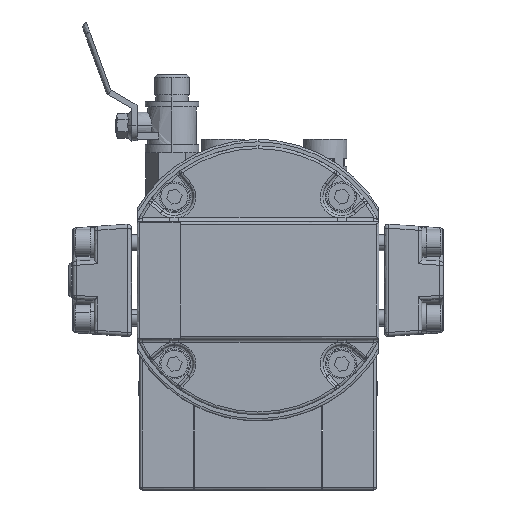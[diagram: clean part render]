
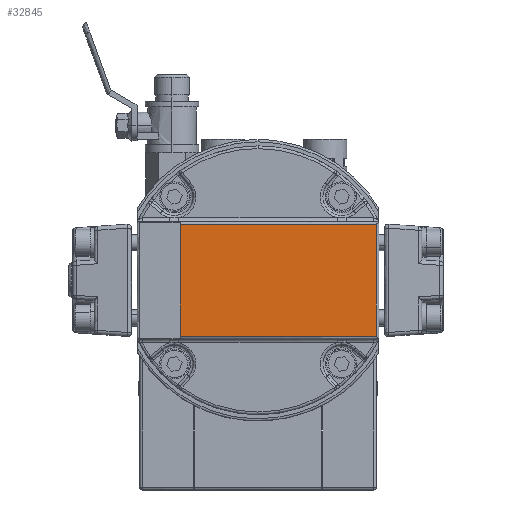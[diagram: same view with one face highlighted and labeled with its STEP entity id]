
A CAD part, left-side view. The second image highlights one B-rep face of the part: STEP entity #32845.
In plain terms, the highlighted free-form (B-spline) face has degree [1, 1] with [2, 2] control points.
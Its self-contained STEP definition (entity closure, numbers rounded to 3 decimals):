
#57 = EDGE_CURVE ( 'NONE', #4374, #16798, #9984, .T. ) ;
#147 = CARTESIAN_POINT ( 'NONE',  ( 0., 29., 20.795 ) ) ;
#2210 = ORIENTED_EDGE ( 'NONE', *, *, #16168, .T. ) ;
#4189 = CARTESIAN_POINT ( 'NONE',  ( 0., 29., -20.795 ) ) ;
#4374 = VERTEX_POINT ( 'NONE', #7117 ) ;
#5004 = CARTESIAN_POINT ( 'NONE',  ( 0., -44., -20.795 ) ) ;
#5579 = CARTESIAN_POINT ( 'NONE',  ( 0., 29., 20.795 ) ) ;
#5691 = CARTESIAN_POINT ( 'NONE',  ( 0., -44., -20.795 ) ) ;
#6132 = CARTESIAN_POINT ( 'NONE',  ( 0., -44., 20.795 ) ) ;
#7052 = ORIENTED_EDGE ( 'NONE', *, *, #38482, .F. ) ;
#7117 = CARTESIAN_POINT ( 'NONE',  ( 0., 29., 20.795 ) ) ;
#8685 = EDGE_CURVE ( 'NONE', #20538, #4374, #29421, .T. ) ;
#9984 = B_SPLINE_CURVE_WITH_KNOTS ( 'NONE', 1,
 ( #5579, #17806 ),
 .UNSPECIFIED., .F., .F.,
 ( 2, 2 ),
 ( -1., 0. ),
 .UNSPECIFIED. ) ;
#11965 = FACE_OUTER_BOUND ( 'NONE', #12229, .T. ) ;
#12229 = EDGE_LOOP ( 'NONE', ( #35899, #7052, #2210, #36931 ) ) ;
#13778 = VERTEX_POINT ( 'NONE', #26127 ) ;
#16168 = EDGE_CURVE ( 'NONE', #13778, #16798, #18695, .T. ) ;
#16798 = VERTEX_POINT ( 'NONE', #24959 ) ;
#17806 = CARTESIAN_POINT ( 'NONE',  ( 0., -44., 20.795 ) ) ;
#18513 = B_SPLINE_SURFACE_WITH_KNOTS ( 'NONE', 1, 1, ( 
 ( #6132, #147 ),
 ( #30157, #30564 ) ),
 .UNSPECIFIED., .F., .F., .F.,
 ( 2, 2 ),
 ( 2, 2 ),
 ( 0., 1. ),
 ( 0., 1. ),
 .UNSPECIFIED. ) ;
#18695 = B_SPLINE_CURVE_WITH_KNOTS ( 'NONE', 1,
 ( #5004, #35189 ),
 .UNSPECIFIED., .F., .F.,
 ( 2, 2 ),
 ( 0., 1. ),
 .UNSPECIFIED. ) ;
#20538 = VERTEX_POINT ( 'NONE', #39477 ) ;
#24959 = CARTESIAN_POINT ( 'NONE',  ( 0., -44., 20.795 ) ) ;
#26127 = CARTESIAN_POINT ( 'NONE',  ( 0., -44., -20.795 ) ) ;
#26476 = B_SPLINE_CURVE_WITH_KNOTS ( 'NONE', 1,
 ( #5691, #36084 ),
 .UNSPECIFIED., .F., .F.,
 ( 2, 2 ),
 ( -1., 0. ),
 .UNSPECIFIED. ) ;
#29421 = B_SPLINE_CURVE_WITH_KNOTS ( 'NONE', 1,
 ( #4189, #31410 ),
 .UNSPECIFIED., .F., .F.,
 ( 2, 2 ),
 ( 0., 1. ),
 .UNSPECIFIED. ) ;
#30157 = CARTESIAN_POINT ( 'NONE',  ( 0., -44., -20.795 ) ) ;
#30564 = CARTESIAN_POINT ( 'NONE',  ( 0., 29., -20.795 ) ) ;
#31410 = CARTESIAN_POINT ( 'NONE',  ( 0., 29., 20.795 ) ) ;
#32845 = ADVANCED_FACE ( 'NONE', ( #11965 ), #18513, .F. ) ;
#35189 = CARTESIAN_POINT ( 'NONE',  ( 0., -44., 20.795 ) ) ;
#35899 = ORIENTED_EDGE ( 'NONE', *, *, #8685, .F. ) ;
#36084 = CARTESIAN_POINT ( 'NONE',  ( 0., 29., -20.795 ) ) ;
#36931 = ORIENTED_EDGE ( 'NONE', *, *, #57, .F. ) ;
#38482 = EDGE_CURVE ( 'NONE', #13778, #20538, #26476, .T. ) ;
#39477 = CARTESIAN_POINT ( 'NONE',  ( 0., 29., -20.795 ) ) ;
